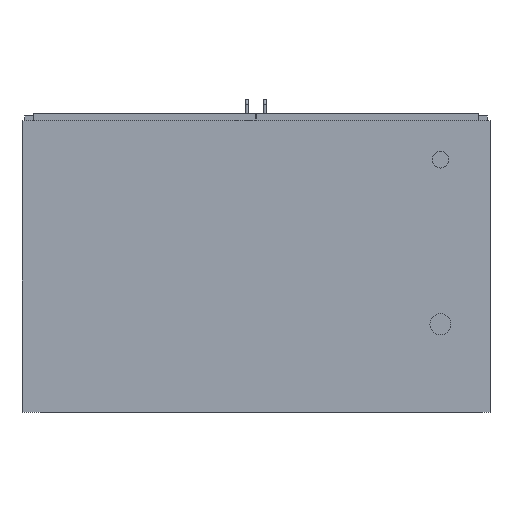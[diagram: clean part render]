
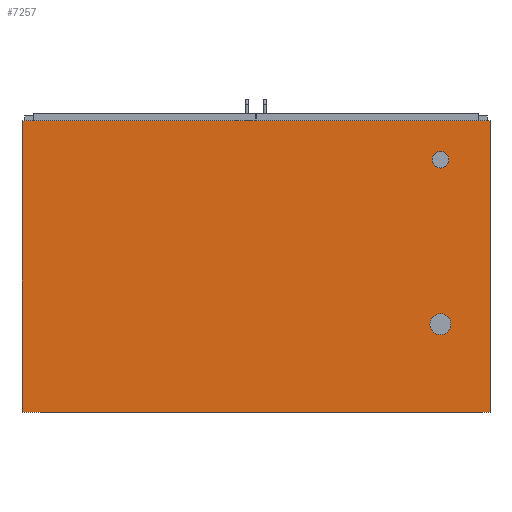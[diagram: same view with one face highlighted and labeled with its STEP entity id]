
A CAD part, front view. The second image highlights one B-rep face of the part: STEP entity #7257.
In plain terms, the highlighted planar face has unit normal (0, -1, 0).
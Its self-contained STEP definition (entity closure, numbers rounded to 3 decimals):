
#98=FACE_BOUND('',#957,.T.);
#99=FACE_BOUND('',#958,.T.);
#129=PLANE('',#7761);
#517=FACE_OUTER_BOUND('',#956,.T.);
#956=EDGE_LOOP('',(#5165,#5166,#5167,#5168));
#957=EDGE_LOOP('',(#5169));
#958=EDGE_LOOP('',(#5170));
#1415=LINE('',#10364,#2349);
#1418=LINE('',#10370,#2352);
#1421=LINE('',#10376,#2355);
#1424=LINE('',#10380,#2358);
#2349=VECTOR('',#8335,10.);
#2352=VECTOR('',#8340,10.);
#2355=VECTOR('',#8345,10.);
#2358=VECTOR('',#8350,10.);
#3268=CIRCLE('',#7745,20.);
#3270=CIRCLE('',#7749,25.);
#3376=VERTEX_POINT('',#10321);
#3378=VERTEX_POINT('',#10328);
#3389=VERTEX_POINT('',#10361);
#3390=VERTEX_POINT('',#10363);
#3392=VERTEX_POINT('',#10369);
#3394=VERTEX_POINT('',#10375);
#4071=EDGE_CURVE('',#3376,#3376,#3268,.T.);
#4074=EDGE_CURVE('',#3378,#3378,#3270,.T.);
#4089=EDGE_CURVE('',#3390,#3389,#1415,.T.);
#4092=EDGE_CURVE('',#3392,#3390,#1418,.T.);
#4095=EDGE_CURVE('',#3394,#3392,#1421,.T.);
#4098=EDGE_CURVE('',#3389,#3394,#1424,.T.);
#5165=ORIENTED_EDGE('',*,*,#4098,.T.);
#5166=ORIENTED_EDGE('',*,*,#4095,.T.);
#5167=ORIENTED_EDGE('',*,*,#4092,.T.);
#5168=ORIENTED_EDGE('',*,*,#4089,.T.);
#5169=ORIENTED_EDGE('',*,*,#4071,.T.);
#5170=ORIENTED_EDGE('',*,*,#4074,.T.);
#7257=ADVANCED_FACE('',(#517,#98,#99),#129,.T.);
#7745=AXIS2_PLACEMENT_3D('',#10323,#8296,#8297);
#7749=AXIS2_PLACEMENT_3D('',#10330,#8305,#8306);
#7761=AXIS2_PLACEMENT_3D('',#10382,#8353,#8354);
#8296=DIRECTION('center_axis',(0.,1.,0.));
#8297=DIRECTION('ref_axis',(1.,0.,0.));
#8305=DIRECTION('center_axis',(0.,1.,0.));
#8306=DIRECTION('ref_axis',(1.,0.,0.));
#8335=DIRECTION('',(-1.,0.,0.));
#8340=DIRECTION('',(0.,0.,1.));
#8345=DIRECTION('',(1.,0.,0.));
#8350=DIRECTION('',(0.,0.,-1.));
#8353=DIRECTION('center_axis',(0.,-1.,0.));
#8354=DIRECTION('ref_axis',(0.,0.,-1.));
#10321=CARTESIAN_POINT('',(419.5,-390.,254.5));
#10323=CARTESIAN_POINT('Origin',(439.5,-390.,254.5));
#10328=CARTESIAN_POINT('',(414.5,-390.,-137.5));
#10330=CARTESIAN_POINT('Origin',(439.5,-390.,-137.5));
#10361=CARTESIAN_POINT('',(-557.5,-390.,347.5));
#10363=CARTESIAN_POINT('',(557.5,-390.,347.5));
#10364=CARTESIAN_POINT('',(-557.5,-390.,347.5));
#10369=CARTESIAN_POINT('',(557.5,-390.,-347.5));
#10370=CARTESIAN_POINT('',(557.5,-390.,347.5));
#10375=CARTESIAN_POINT('',(-557.5,-390.,-347.5));
#10376=CARTESIAN_POINT('',(557.5,-390.,-347.5));
#10380=CARTESIAN_POINT('',(-557.5,-390.,-347.5));
#10382=CARTESIAN_POINT('Origin',(0.,-390.,0.));
